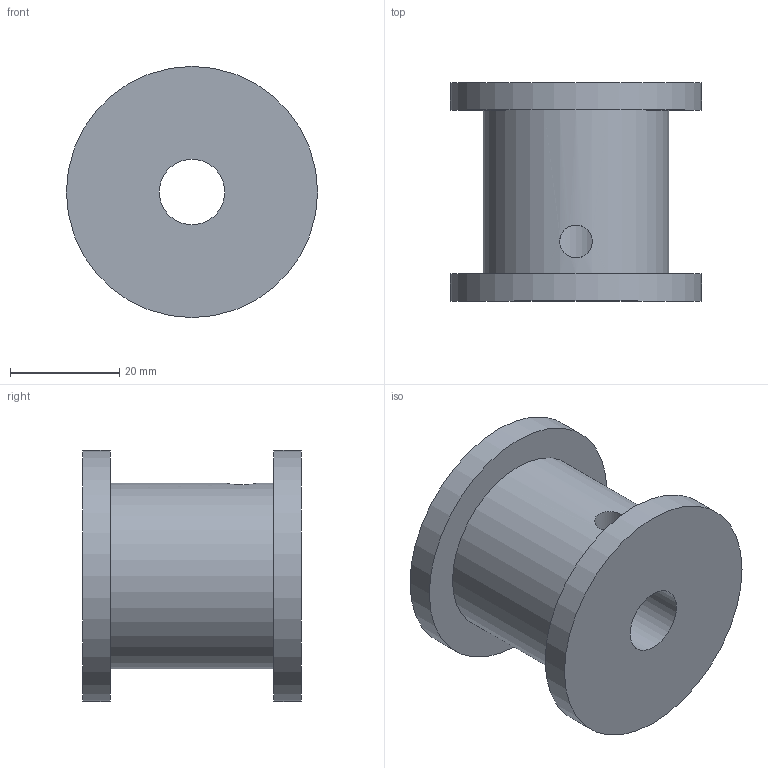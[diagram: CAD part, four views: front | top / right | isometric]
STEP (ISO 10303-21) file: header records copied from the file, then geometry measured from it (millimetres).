
FILE_DESCRIPTION(('FreeCAD Model'),'2;1');
FILE_NAME('wheelStepper.step','2015-06-21T22:38:11',('Author'),(''), 'Open CASCADE STEP processor 6.8','FreeCAD','Unknown');
FILE_SCHEMA(('AUTOMOTIVE_DESIGN_CC2 { 1 2 10303 214 -1 1 5 4 }'));
Length unit declared in the file: millimetre
Products named in the file (1): Cut
Bounding box: 46 x 40 x 46 mm (x, y, z)
Volume: 39018.2 mm3; surface area: 10917.7 mm2
Topology: 1 solids, 1 shells, 9 faces, 17 edges, 12 vertices
Faces by surface type: cylinder 5, plane 4
Full cylindrical faces by diameter (mm): 6 x1, 12 x1, 34 x1, 46 x2
Entity records: 1121 total; most frequent: CARTESIAN_POINT 733, DIRECTION 67, ORIENTED_EDGE 34, PCURVE 34, DEFINITIONAL_REPRESENTATION 34, LINE 23, VECTOR 23, AXIS2_PLACEMENT_3D 18
